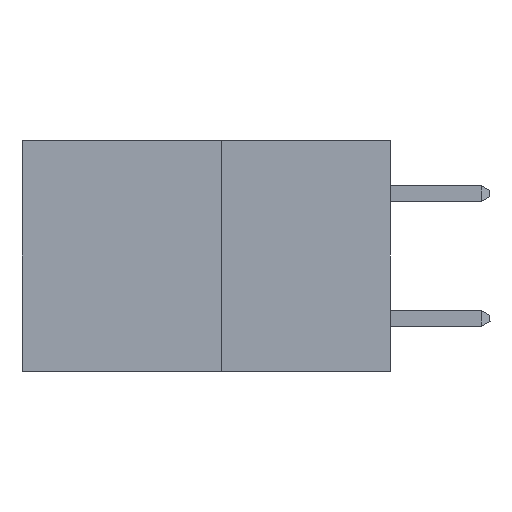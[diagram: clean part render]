
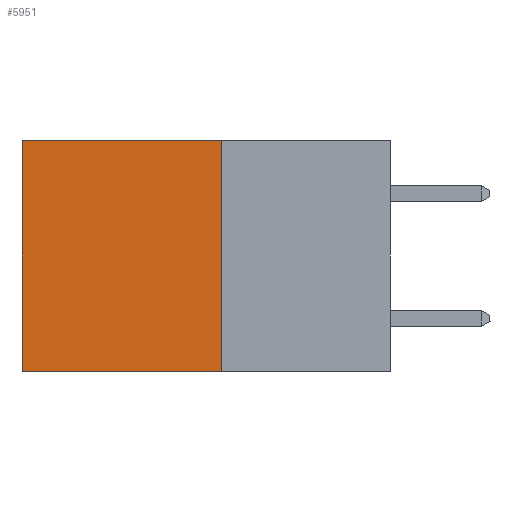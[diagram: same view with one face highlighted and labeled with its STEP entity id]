
A CAD part, left-side view. The second image highlights one B-rep face of the part: STEP entity #5951.
In plain terms, the highlighted planar face has unit normal (-1, 0, 0).
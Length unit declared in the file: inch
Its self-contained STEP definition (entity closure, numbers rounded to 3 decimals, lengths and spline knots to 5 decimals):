
#334 = VERTEX_POINT ( 'NONE', #8469 ) ;
#379 = ORIENTED_EDGE ( 'NONE', *, *, #6745, .T. ) ;
#402 = DIRECTION ( 'NONE',  ( 0., 0., -1. ) ) ;
#406 = DIRECTION ( 'NONE',  ( 1., 0., 0. ) ) ;
#435 = CARTESIAN_POINT ( 'NONE',  ( 0.277, 0.27, -0.37 ) ) ;
#522 = PLANE ( 'NONE',  #8259 ) ;
#523 = LINE ( 'NONE', #11761, #6452 ) ;
#1748 = CARTESIAN_POINT ( 'NONE',  ( 0.277, 0.27, -0.37 ) ) ;
#2091 = DIRECTION ( 'NONE',  ( 0., 0., -1. ) ) ;
#3674 = LINE ( 'NONE', #1748, #6737 ) ;
#4521 = EDGE_CURVE ( 'NONE', #8271, #12933, #3674, .T. ) ;
#5234 = LINE ( 'NONE', #6579, #7952 ) ;
#5439 = ORIENTED_EDGE ( 'NONE', *, *, #4521, .F. ) ;
#5640 = CARTESIAN_POINT ( 'NONE',  ( 0.277, 0.59, 0. ) ) ;
#5951 = ADVANCED_FACE ( 'NONE', ( #7433 ), #522, .F. ) ;
#6420 = VECTOR ( 'NONE', #7664, 39.37008 ) ;
#6452 = VECTOR ( 'NONE', #12958, 39.37008 ) ;
#6524 = ORIENTED_EDGE ( 'NONE', *, *, #15217, .T. ) ;
#6579 = CARTESIAN_POINT ( 'NONE',  ( 0.277, 0.59, -0.37 ) ) ;
#6737 = VECTOR ( 'NONE', #2091, 39.37008 ) ;
#6745 = EDGE_CURVE ( 'NONE', #8087, #334, #5234, .T. ) ;
#7433 = FACE_OUTER_BOUND ( 'NONE', #13049, .T. ) ;
#7664 = DIRECTION ( 'NONE',  ( 0., 1., 0. ) ) ;
#7743 = DIRECTION ( 'NONE',  ( 0., 0., -1. ) ) ;
#7952 = VECTOR ( 'NONE', #7743, 39.37008 ) ;
#8087 = VERTEX_POINT ( 'NONE', #5640 ) ;
#8259 = AXIS2_PLACEMENT_3D ( 'NONE', #435, #406, #402 ) ;
#8271 = VERTEX_POINT ( 'NONE', #12988 ) ;
#8469 = CARTESIAN_POINT ( 'NONE',  ( 0.277, 0.59, -0.37 ) ) ;
#9078 = ORIENTED_EDGE ( 'NONE', *, *, #13129, .F. ) ;
#9133 = CARTESIAN_POINT ( 'NONE',  ( 0.277, 0.27, -0.37 ) ) ;
#9873 = LINE ( 'NONE', #9963, #6420 ) ;
#9963 = CARTESIAN_POINT ( 'NONE',  ( 0.277, 0.27, 0. ) ) ;
#11761 = CARTESIAN_POINT ( 'NONE',  ( 0.277, 0.27, -0.37 ) ) ;
#12933 = VERTEX_POINT ( 'NONE', #9133 ) ;
#12958 = DIRECTION ( 'NONE',  ( 0., 1., 0. ) ) ;
#12988 = CARTESIAN_POINT ( 'NONE',  ( 0.277, 0.27, 0. ) ) ;
#13049 = EDGE_LOOP ( 'NONE', ( #379, #9078, #5439, #6524 ) ) ;
#13129 = EDGE_CURVE ( 'NONE', #12933, #334, #523, .T. ) ;
#15217 = EDGE_CURVE ( 'NONE', #8271, #8087, #9873, .T. ) ;
